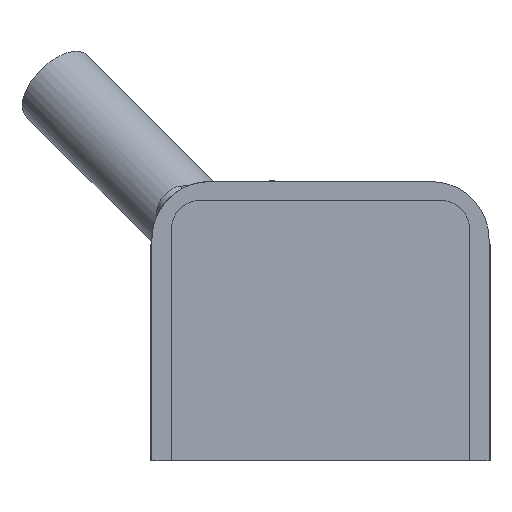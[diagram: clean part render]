
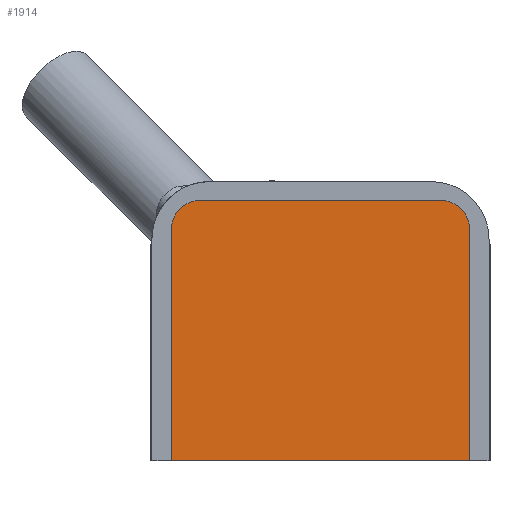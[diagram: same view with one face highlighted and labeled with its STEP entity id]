
A CAD part, left-side view. The second image highlights one B-rep face of the part: STEP entity #1914.
In plain terms, the highlighted planar face has unit normal (-1, 0, 0).
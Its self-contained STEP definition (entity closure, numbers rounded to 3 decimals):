
#261=LINE($,#3708,#420);
#265=LINE($,#3715,#424);
#271=LINE($,#3730,#430);
#272=LINE($,#3733,#431);
#420=VECTOR($,#2506,31.);
#424=VECTOR($,#2512,24.034);
#430=VECTOR($,#2526,24.034);
#431=VECTOR($,#2529,25.);
#525=FACE_OUTER_BOUND($,#647,.T.);
#647=EDGE_LOOP($,(#1545,#1546,#1547,#1548,#1549,#1550));
#712=CIRCLE($,#2073,3.);
#713=CIRCLE($,#2076,3.);
#872=VERTEX_POINT($,#3704);
#874=VERTEX_POINT($,#3707);
#876=VERTEX_POINT($,#3714);
#880=VERTEX_POINT($,#3723);
#881=VERTEX_POINT($,#3725);
#882=VERTEX_POINT($,#3732);
#1108=EDGE_CURVE($,#874,#872,#261,.T.);
#1112=EDGE_CURVE($,#876,#874,#265,.T.);
#1117=EDGE_CURVE($,#880,#881,#712,.T.);
#1120=EDGE_CURVE($,#872,#881,#271,.T.);
#1121=EDGE_CURVE($,#880,#882,#272,.T.);
#1122=EDGE_CURVE($,#876,#882,#713,.T.);
#1545=ORIENTED_EDGE($,*,*,#1108,.T.);
#1546=ORIENTED_EDGE($,*,*,#1120,.T.);
#1547=ORIENTED_EDGE($,*,*,#1117,.F.);
#1548=ORIENTED_EDGE($,*,*,#1121,.T.);
#1549=ORIENTED_EDGE($,*,*,#1122,.F.);
#1550=ORIENTED_EDGE($,*,*,#1112,.T.);
#1715=PLANE($,#2075);
#1914=ADVANCED_FACE($,(#525),#1715,.F.);
#2073=AXIS2_PLACEMENT_3D($,#3726,#2520,#2521);
#2075=AXIS2_PLACEMENT_3D($,#3731,#2527,#2528);
#2076=AXIS2_PLACEMENT_3D($,#3734,#2530,#2531);
#2506=DIRECTION($,(0.,-1.,0.));
#2512=DIRECTION($,(0.,0.,-1.));
#2520=DIRECTION('center_axis',(1.,0.,0.));
#2521=DIRECTION('ref_axis',(0.,-0.707,0.707));
#2526=DIRECTION($,(0.,0.,1.));
#2527=DIRECTION('center_axis',(1.,0.,0.));
#2528=DIRECTION('ref_axis',(0.,-1.,0.));
#2529=DIRECTION($,(0.,1.,0.));
#2530=DIRECTION('center_axis',(1.,0.,0.));
#2531=DIRECTION('ref_axis',(0.,0.707,0.707));
#3704=CARTESIAN_POINT('',(-75.,-15.5,-26.));
#3707=CARTESIAN_POINT('',(-75.,15.5,-26.));
#3708=CARTESIAN_POINT($,(-75.,0.,-26.));
#3714=CARTESIAN_POINT('',(-75.,15.5,-1.966));
#3715=CARTESIAN_POINT($,(-75.,15.5,1.034));
#3723=CARTESIAN_POINT('',(-75.,-12.5,1.034));
#3725=CARTESIAN_POINT('',(-75.,-15.5,-1.966));
#3726=CARTESIAN_POINT('Origin',(-75.,-12.5,-1.966));
#3730=CARTESIAN_POINT($,(-75.,-15.5,-26.966));
#3731=CARTESIAN_POINT('Origin',(-75.,0.,-12.966));
#3732=CARTESIAN_POINT('',(-75.,12.5,1.034));
#3733=CARTESIAN_POINT($,(-75.,-15.5,1.034));
#3734=CARTESIAN_POINT('Origin',(-75.,12.5,-1.966));
